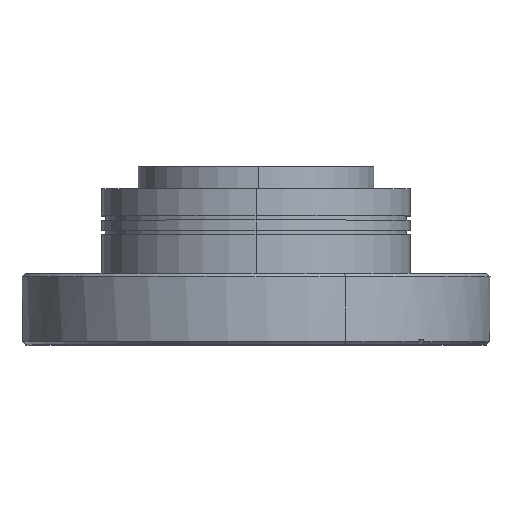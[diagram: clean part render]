
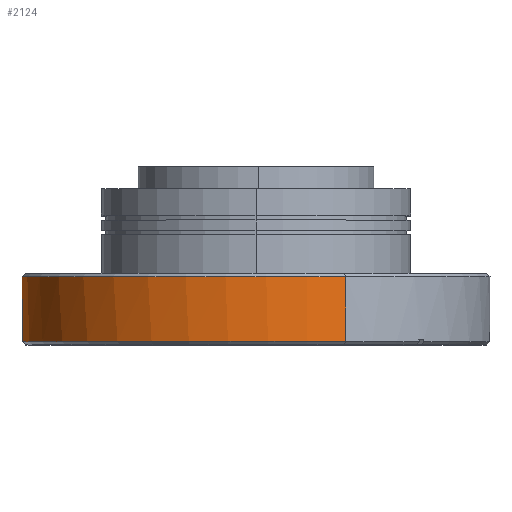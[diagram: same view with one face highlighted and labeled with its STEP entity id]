
A CAD part, top view. The second image highlights one B-rep face of the part: STEP entity #2124.
In plain terms, the highlighted cylindrical face has radius 56.769 mm (diameter 113.538 mm), a partial arc.
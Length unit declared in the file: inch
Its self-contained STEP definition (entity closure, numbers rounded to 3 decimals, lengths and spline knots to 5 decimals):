
#244 = CYLINDRICAL_SURFACE ( 'NONE', #1154, 2.235 ) ;
#257 = DIRECTION ( 'NONE',  ( 0.383, 0., 0.924 ) ) ;
#258 = DIRECTION ( 'NONE',  ( 0., -1., 0. ) ) ;
#259 = CARTESIAN_POINT ( 'NONE',  ( 0., -1.09, 0. ) ) ;
#265 = DIRECTION ( 'NONE',  ( -0.383, 0., -0.924 ) ) ;
#266 = DIRECTION ( 'NONE',  ( 0., -1., 0. ) ) ;
#267 = CARTESIAN_POINT ( 'NONE',  ( 0., -1.111, 0. ) ) ;
#268 = DIRECTION ( 'NONE',  ( 0., 1., 0. ) ) ;
#269 = CARTESIAN_POINT ( 'NONE',  ( -1.60215, -0.461, -1.55831 ) ) ;
#270 = DIRECTION ( 'NONE',  ( -0.383, 0., -0.924 ) ) ;
#272 = DIRECTION ( 'NONE',  ( 0., -1., 0. ) ) ;
#273 = CARTESIAN_POINT ( 'NONE',  ( 0., -0.491, 0. ) ) ;
#274 = DIRECTION ( 'NONE',  ( 0., -1., 0. ) ) ;
#276 = CARTESIAN_POINT ( 'NONE',  ( -1.55831, -0.461, -1.60215 ) ) ;
#393 = AXIS2_PLACEMENT_3D ( 'NONE', #259, #258, #257 ) ;
#394 = AXIS2_PLACEMENT_3D ( 'NONE', #267, #266, #265 ) ;
#395 = AXIS2_PLACEMENT_3D ( 'NONE', #273, #272, #270 ) ;
#431 = AXIS2_PLACEMENT_3D ( 'NONE', #583, #582, #581 ) ;
#581 = DIRECTION ( 'NONE',  ( -0.383, 0., -0.924 ) ) ;
#582 = DIRECTION ( 'NONE',  ( 0., -1., 0. ) ) ;
#583 = CARTESIAN_POINT ( 'NONE',  ( 0., -1.111, 0. ) ) ;
#726 = VERTEX_POINT ( 'NONE', #2884 ) ;
#783 = VERTEX_POINT ( 'NONE', #2904 ) ;
#894 = VERTEX_POINT ( 'NONE', #2882 ) ;
#905 = VERTEX_POINT ( 'NONE', #2917 ) ;
#911 = FACE_OUTER_BOUND ( 'NONE', #1791, .T. ) ;
#1154 = AXIS2_PLACEMENT_3D ( 'NONE', #2608, #2610, #2617 ) ;
#1368 = CARTESIAN_POINT ( 'NONE',  ( -0.8553, -0.461, -2.06487 ) ) ;
#1372 = DIRECTION ( 'NONE',  ( 0., -1., 0. ) ) ;
#1390 = CARTESIAN_POINT ( 'NONE',  ( 0.8553, -0.461, 2.06487 ) ) ;
#1396 = DIRECTION ( 'NONE',  ( 0., -1., 0. ) ) ;
#1791 = EDGE_LOOP ( 'NONE', ( #3498, #3499, #3500, #3501, #3502, #3503, #3504, #3505 ) ) ;
#2124 = ADVANCED_FACE ( 'NONE', ( #911 ), #244, .T. ) ;
#2316 = CARTESIAN_POINT ( 'NONE',  ( -0.8553, -1.111, -2.06487 ) ) ;
#2373 = CARTESIAN_POINT ( 'NONE',  ( -0.8553, -0.491, -2.06487 ) ) ;
#2429 = CARTESIAN_POINT ( 'NONE',  ( 0.8553, -1.111, 2.06487 ) ) ;
#2466 = CARTESIAN_POINT ( 'NONE',  ( 0.8553, -0.491, 2.06487 ) ) ;
#2608 = CARTESIAN_POINT ( 'NONE',  ( 0., -0.461, 0. ) ) ;
#2610 = DIRECTION ( 'NONE',  ( 0., -1., 0. ) ) ;
#2617 = DIRECTION ( 'NONE',  ( -0.383, 0., -0.924 ) ) ;
#2882 = CARTESIAN_POINT ( 'NONE',  ( -1.60215, -1.09, -1.55831 ) ) ;
#2884 = CARTESIAN_POINT ( 'NONE',  ( -1.55831, -1.111, -1.60215 ) ) ;
#2904 = CARTESIAN_POINT ( 'NONE',  ( -1.55831, -1.09, -1.60215 ) ) ;
#2917 = CARTESIAN_POINT ( 'NONE',  ( -1.60215, -1.111, -1.55831 ) ) ;
#2935 = VERTEX_POINT ( 'NONE', #2466 ) ;
#2961 = VERTEX_POINT ( 'NONE', #2429 ) ;
#2999 = VERTEX_POINT ( 'NONE', #2373 ) ;
#3036 = VERTEX_POINT ( 'NONE', #2316 ) ;
#3092 = VECTOR ( 'NONE', #268, 39.37008 ) ;
#3094 = LINE ( 'NONE', #269, #3092 ) ;
#3095 = VECTOR ( 'NONE', #274, 39.37008 ) ;
#3096 = CIRCLE ( 'NONE', #393, 2.235 ) ;
#3097 = LINE ( 'NONE', #276, #3095 ) ;
#3098 = CIRCLE ( 'NONE', #394, 2.235 ) ;
#3099 = CIRCLE ( 'NONE', #395, 2.235 ) ;
#3138 = CIRCLE ( 'NONE', #431, 2.235 ) ;
#3170 = VECTOR ( 'NONE', #1372, 39.37008 ) ;
#3177 = LINE ( 'NONE', #1368, #3170 ) ;
#3181 = VECTOR ( 'NONE', #1396, 39.37008 ) ;
#3182 = LINE ( 'NONE', #1390, #3181 ) ;
#3366 = EDGE_CURVE ( 'NONE', #2935, #2961, #3182, .T. ) ;
#3373 = EDGE_CURVE ( 'NONE', #2999, #3036, #3177, .T. ) ;
#3397 = EDGE_CURVE ( 'NONE', #2961, #905, #3138, .T. ) ;
#3435 = EDGE_CURVE ( 'NONE', #2935, #2999, #3099, .T. ) ;
#3436 = EDGE_CURVE ( 'NONE', #726, #3036, #3098, .T. ) ;
#3437 = EDGE_CURVE ( 'NONE', #783, #726, #3097, .T. ) ;
#3438 = EDGE_CURVE ( 'NONE', #894, #783, #3096, .T. ) ;
#3439 = EDGE_CURVE ( 'NONE', #905, #894, #3094, .T. ) ;
#3498 = ORIENTED_EDGE ( 'NONE', *, *, #3366, .F. ) ;
#3499 = ORIENTED_EDGE ( 'NONE', *, *, #3435, .T. ) ;
#3500 = ORIENTED_EDGE ( 'NONE', *, *, #3373, .T. ) ;
#3501 = ORIENTED_EDGE ( 'NONE', *, *, #3436, .F. ) ;
#3502 = ORIENTED_EDGE ( 'NONE', *, *, #3437, .F. ) ;
#3503 = ORIENTED_EDGE ( 'NONE', *, *, #3438, .F. ) ;
#3504 = ORIENTED_EDGE ( 'NONE', *, *, #3439, .F. ) ;
#3505 = ORIENTED_EDGE ( 'NONE', *, *, #3397, .F. ) ;
